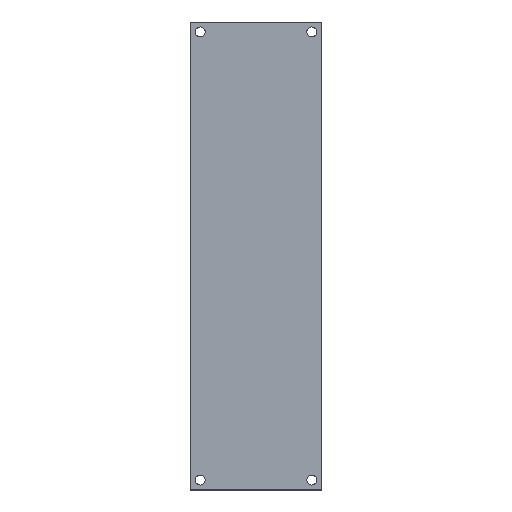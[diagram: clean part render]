
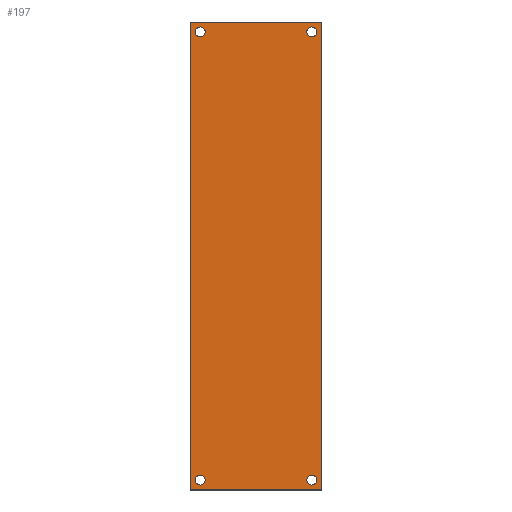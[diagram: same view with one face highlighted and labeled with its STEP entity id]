
A CAD part, top view. The second image highlights one B-rep face of the part: STEP entity #197.
In plain terms, the highlighted planar face has unit normal (0, 0, 1).
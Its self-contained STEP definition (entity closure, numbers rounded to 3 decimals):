
#15=FACE_BOUND('',#48,.T.);
#16=FACE_BOUND('',#49,.T.);
#17=FACE_BOUND('',#50,.T.);
#18=FACE_BOUND('',#51,.T.);
#27=PLANE('',#229);
#37=FACE_OUTER_BOUND('',#47,.T.);
#47=EDGE_LOOP('',(#169,#170,#171,#172));
#48=EDGE_LOOP('',(#173));
#49=EDGE_LOOP('',(#174));
#50=EDGE_LOOP('',(#175));
#51=EDGE_LOOP('',(#176));
#61=LINE('',#305,#77);
#66=LINE('',#323,#82);
#69=LINE('',#329,#85);
#72=LINE('',#333,#88);
#77=VECTOR('',#251,10.);
#82=VECTOR('',#270,10.);
#85=VECTOR('',#275,10.);
#88=VECTOR('',#280,10.);
#90=CIRCLE('',#215,1.5);
#92=CIRCLE('',#218,1.5);
#94=CIRCLE('',#222,1.5);
#96=CIRCLE('',#225,1.5);
#98=VERTEX_POINT('',#289);
#100=VERTEX_POINT('',#295);
#103=VERTEX_POINT('',#302);
#104=VERTEX_POINT('',#304);
#106=VERTEX_POINT('',#310);
#108=VERTEX_POINT('',#316);
#110=VERTEX_POINT('',#322);
#112=VERTEX_POINT('',#328);
#115=EDGE_CURVE('',#98,#98,#90,.T.);
#118=EDGE_CURVE('',#100,#100,#92,.T.);
#121=EDGE_CURVE('',#104,#103,#61,.T.);
#125=EDGE_CURVE('',#106,#106,#94,.T.);
#128=EDGE_CURVE('',#108,#108,#96,.T.);
#130=EDGE_CURVE('',#110,#104,#66,.T.);
#133=EDGE_CURVE('',#112,#110,#69,.T.);
#136=EDGE_CURVE('',#103,#112,#72,.T.);
#169=ORIENTED_EDGE('',*,*,#136,.T.);
#170=ORIENTED_EDGE('',*,*,#133,.T.);
#171=ORIENTED_EDGE('',*,*,#130,.T.);
#172=ORIENTED_EDGE('',*,*,#121,.T.);
#173=ORIENTED_EDGE('',*,*,#118,.T.);
#174=ORIENTED_EDGE('',*,*,#115,.T.);
#175=ORIENTED_EDGE('',*,*,#125,.T.);
#176=ORIENTED_EDGE('',*,*,#128,.T.);
#197=ADVANCED_FACE('',(#37,#15,#16,#17,#18),#27,.T.);
#215=AXIS2_PLACEMENT_3D('',#291,#238,#239);
#218=AXIS2_PLACEMENT_3D('',#297,#245,#246);
#222=AXIS2_PLACEMENT_3D('',#312,#258,#259);
#225=AXIS2_PLACEMENT_3D('',#318,#265,#266);
#229=AXIS2_PLACEMENT_3D('',#334,#281,#282);
#238=DIRECTION('center_axis',(0.,0.,-1.));
#239=DIRECTION('ref_axis',(-1.,0.,0.));
#245=DIRECTION('center_axis',(0.,0.,-1.));
#246=DIRECTION('ref_axis',(-1.,0.,0.));
#251=DIRECTION('',(1.,0.,0.));
#258=DIRECTION('center_axis',(0.,0.,-1.));
#259=DIRECTION('ref_axis',(-1.,0.,0.));
#265=DIRECTION('center_axis',(0.,0.,-1.));
#266=DIRECTION('ref_axis',(-1.,0.,0.));
#270=DIRECTION('',(0.,-1.,0.));
#275=DIRECTION('',(-1.,0.,0.));
#280=DIRECTION('',(0.,1.,0.));
#281=DIRECTION('center_axis',(0.,0.,1.));
#282=DIRECTION('ref_axis',(1.,0.,0.));
#289=CARTESIAN_POINT('',(1.318,-35.238,34.5));
#291=CARTESIAN_POINT('Origin',(-0.182,-35.238,34.5));
#295=CARTESIAN_POINT('',(35.318,-35.238,34.5));
#297=CARTESIAN_POINT('Origin',(33.818,-35.238,34.5));
#302=CARTESIAN_POINT('',(36.818,-38.238,34.5));
#304=CARTESIAN_POINT('',(-3.182,-38.238,34.5));
#305=CARTESIAN_POINT('',(-3.182,-38.238,34.5));
#310=CARTESIAN_POINT('',(35.318,101.262,34.5));
#312=CARTESIAN_POINT('Origin',(33.818,101.262,34.5));
#316=CARTESIAN_POINT('',(1.318,101.262,34.5));
#318=CARTESIAN_POINT('Origin',(-0.182,101.262,34.5));
#322=CARTESIAN_POINT('',(-3.182,104.262,34.5));
#323=CARTESIAN_POINT('',(-3.182,61.762,34.5));
#328=CARTESIAN_POINT('',(36.818,104.262,34.5));
#329=CARTESIAN_POINT('',(-3.182,104.262,34.5));
#333=CARTESIAN_POINT('',(36.818,-38.238,34.5));
#334=CARTESIAN_POINT('Origin',(16.818,83.012,34.5));
